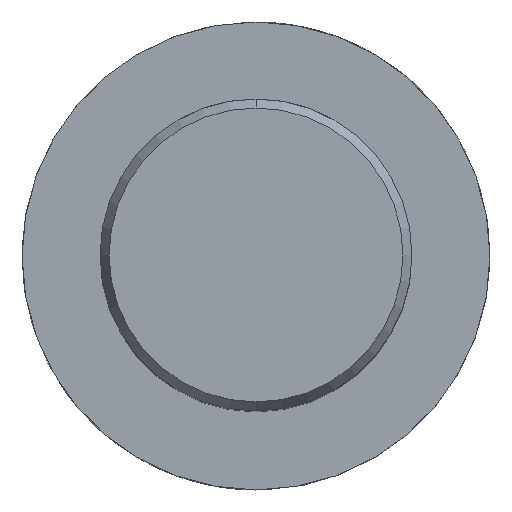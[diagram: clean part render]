
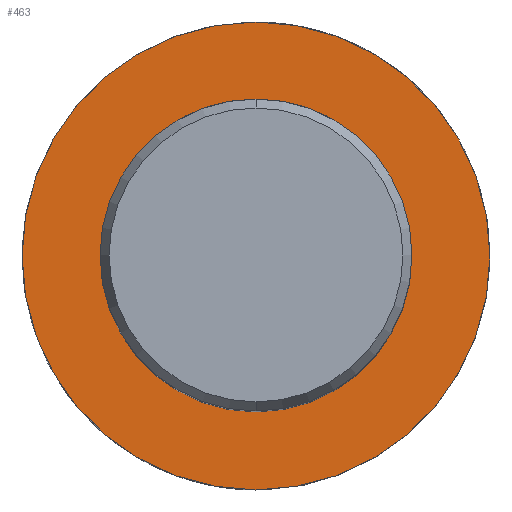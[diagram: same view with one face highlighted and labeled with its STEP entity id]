
A CAD part, top view. The second image highlights one B-rep face of the part: STEP entity #463.
In plain terms, the highlighted planar face has unit normal (0, 0, 1).
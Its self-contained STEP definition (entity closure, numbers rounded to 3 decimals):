
#425=EDGE_CURVE('',#1159,#691,#1220,.T.);
#463=ADVANCED_FACE('',(#1261,#1262),#1263,.T.);
#523=EDGE_CURVE('',#1045,#753,#1330,.T.);
#691=VERTEX_POINT('',#1514);
#753=VERTEX_POINT('',#1579);
#825=EDGE_CURVE('',#691,#1159,#1661,.T.);
#963=EDGE_CURVE('',#753,#1045,#1808,.T.);
#1045=VERTEX_POINT('',#1896);
#1159=VERTEX_POINT('',#2026);
#1220=CIRCLE('',#2340,20.0);
#1261=FACE_BOUND('',#2756,.T.);
#1262=FACE_OUTER_BOUND('',#2757,.T.);
#1263=PLANE('',#2758);
#1330=CIRCLE('',#2903,30.0);
#1514=CARTESIAN_POINT('',(0.0,20.0,-70.0));
#1579=CARTESIAN_POINT('',(0.0,30.0,-70.0));
#1661=CIRCLE('',#4025,20.0);
#1808=CIRCLE('',#4375,30.0);
#1896=CARTESIAN_POINT('',(0.,-30.0,-70.0));
#2026=CARTESIAN_POINT('',(0.,-20.0,-70.0));
#2340=AXIS2_PLACEMENT_3D('',#5414,#5415,#5416);
#2756=EDGE_LOOP('',(#5454,#5455));
#2757=EDGE_LOOP('',(#5456,#5457));
#2758=AXIS2_PLACEMENT_3D('',#5458,#5459,#5460);
#2903=AXIS2_PLACEMENT_3D('',#5557,#5558,#5559);
#4025=AXIS2_PLACEMENT_3D('',#5962,#5963,#5964);
#4375=AXIS2_PLACEMENT_3D('',#6093,#6094,#6095);
#5414=CARTESIAN_POINT('',(0.0,0.0,-70.0));
#5415=DIRECTION('',(-0.0,0.0,-1.0));
#5416=DIRECTION('',(0.0,1.0,0.0));
#5454=ORIENTED_EDGE('',*,*,#825,.T.);
#5455=ORIENTED_EDGE('',*,*,#425,.T.);
#5456=ORIENTED_EDGE('',*,*,#963,.F.);
#5457=ORIENTED_EDGE('',*,*,#523,.F.);
#5458=CARTESIAN_POINT('',(0.0,15.0,-70.0));
#5459=DIRECTION('',(-0.0,0.0,1.0));
#5460=DIRECTION('',(0.0,-1.0,0.0));
#5557=CARTESIAN_POINT('',(0.0,0.0,-70.0));
#5558=DIRECTION('',(0.0,0.0,-1.0));
#5559=DIRECTION('',(0.0,1.0,0.0));
#5962=CARTESIAN_POINT('',(0.0,0.0,-70.0));
#5963=DIRECTION('',(-0.0,0.0,-1.0));
#5964=DIRECTION('',(0.0,1.0,0.0));
#6093=CARTESIAN_POINT('',(0.0,0.0,-70.0));
#6094=DIRECTION('',(0.0,0.0,-1.0));
#6095=DIRECTION('',(0.0,1.0,0.0));
